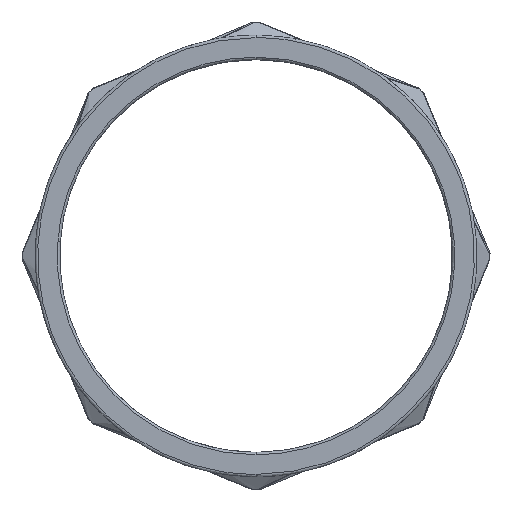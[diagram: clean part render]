
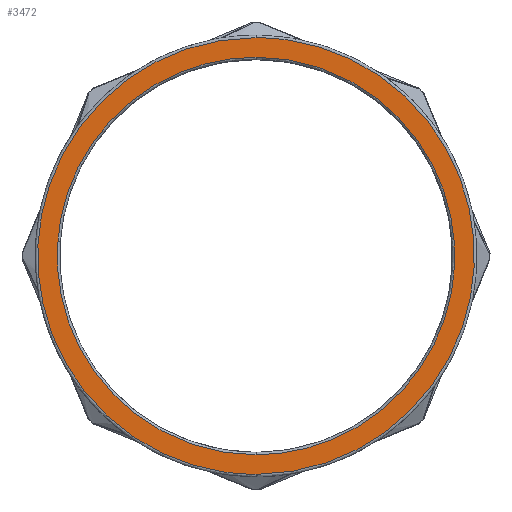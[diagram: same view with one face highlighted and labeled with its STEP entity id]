
A CAD part, front view. The second image highlights one B-rep face of the part: STEP entity #3472.
In plain terms, the highlighted free-form (B-spline) face has degree [1, 1] with [2, 2] control points.
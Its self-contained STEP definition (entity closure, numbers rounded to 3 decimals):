
#292 = VERTEX_POINT('',#293);
#293 = CARTESIAN_POINT('',(136.601,-2.499,
    119.802));
#299 = EDGE_CURVE('',#300,#292,#302,.T.);
#300 = VERTEX_POINT('',#301);
#301 = CARTESIAN_POINT('',(136.601,-2.499,
    -103.108));
#302 = ( BOUNDED_CURVE() B_SPLINE_CURVE(2,(#303,#304,#305,#306,#307),
.UNSPECIFIED.,.F.,.F.) B_SPLINE_CURVE_WITH_KNOTS((3,2,3),(0.,
1.571,3.142),.PIECEWISE_BEZIER_KNOTS.) CURVE() 
GEOMETRIC_REPRESENTATION_ITEM() RATIONAL_B_SPLINE_CURVE((1.,
0.707,1.,0.707,1.)) REPRESENTATION_ITEM('') );
#303 = CARTESIAN_POINT('',(136.601,-2.499,
    -103.108));
#304 = CARTESIAN_POINT('',(248.056,-2.499,
    -103.108));
#305 = CARTESIAN_POINT('',(248.056,-2.499,8.347
    ));
#306 = CARTESIAN_POINT('',(248.056,-2.499,
    119.802));
#307 = CARTESIAN_POINT('',(136.601,-2.499,
    119.802));
#334 = EDGE_CURVE('',#335,#337,#339,.T.);
#335 = VERTEX_POINT('',#336);
#336 = CARTESIAN_POINT('',(136.601,-2.499,
    109.805));
#337 = VERTEX_POINT('',#338);
#338 = CARTESIAN_POINT('',(136.601,-2.499,
    -93.11));
#339 = ( BOUNDED_CURVE() B_SPLINE_CURVE(2,(#340,#341,#342,#343,#344),
.UNSPECIFIED.,.F.,.F.) B_SPLINE_CURVE_WITH_KNOTS((3,2,3),(3.142,
4.712,6.283),.PIECEWISE_BEZIER_KNOTS.) CURVE() 
GEOMETRIC_REPRESENTATION_ITEM() RATIONAL_B_SPLINE_CURVE((1.,
0.707,1.,0.707,1.)) REPRESENTATION_ITEM('') );
#340 = CARTESIAN_POINT('',(136.601,-2.499,
    109.805));
#341 = CARTESIAN_POINT('',(238.059,-2.499,
    109.805));
#342 = CARTESIAN_POINT('',(238.059,-2.499,8.347
    ));
#343 = CARTESIAN_POINT('',(238.059,-2.499,
    -93.11));
#344 = CARTESIAN_POINT('',(136.601,-2.499,
    -93.11));
#3472 = ADVANCED_FACE('',(#3473,#3484),#3495,.T.);
#3473 = FACE_BOUND('',#3474,.T.);
#3474 = EDGE_LOOP('',(#3475,#3483));
#3475 = ORIENTED_EDGE('',*,*,#3476,.T.);
#3476 = EDGE_CURVE('',#337,#335,#3477,.T.);
#3477 = ( BOUNDED_CURVE() B_SPLINE_CURVE(2,(#3478,#3479,#3480,#3481,
#3482),.UNSPECIFIED.,.F.,.F.) B_SPLINE_CURVE_WITH_KNOTS((3,2,3),(0.,
1.571,3.142),.PIECEWISE_BEZIER_KNOTS.) CURVE() 
GEOMETRIC_REPRESENTATION_ITEM() RATIONAL_B_SPLINE_CURVE((1.,
0.707,1.,0.707,1.)) REPRESENTATION_ITEM('') );
#3478 = CARTESIAN_POINT('',(136.601,-2.499,
    -93.11));
#3479 = CARTESIAN_POINT('',(35.144,-2.499,
    -93.11));
#3480 = CARTESIAN_POINT('',(35.144,-2.499,
    8.347));
#3481 = CARTESIAN_POINT('',(35.144,-2.499,
    109.805));
#3482 = CARTESIAN_POINT('',(136.601,-2.499,
    109.805));
#3483 = ORIENTED_EDGE('',*,*,#334,.T.);
#3484 = FACE_BOUND('',#3485,.T.);
#3485 = EDGE_LOOP('',(#3486,#3487));
#3486 = ORIENTED_EDGE('',*,*,#299,.T.);
#3487 = ORIENTED_EDGE('',*,*,#3488,.T.);
#3488 = EDGE_CURVE('',#292,#300,#3489,.T.);
#3489 = ( BOUNDED_CURVE() B_SPLINE_CURVE(2,(#3490,#3491,#3492,#3493,
#3494),.UNSPECIFIED.,.F.,.F.) B_SPLINE_CURVE_WITH_KNOTS((3,2,3),(
    3.142,4.712,6.283),
.PIECEWISE_BEZIER_KNOTS.) CURVE() GEOMETRIC_REPRESENTATION_ITEM() 
RATIONAL_B_SPLINE_CURVE((1.,0.707,1.,0.707,1.)) 
REPRESENTATION_ITEM('') );
#3490 = CARTESIAN_POINT('',(136.601,-2.499,
    119.802));
#3491 = CARTESIAN_POINT('',(25.146,-2.499,
    119.802));
#3492 = CARTESIAN_POINT('',(25.146,-2.499,
    8.347));
#3493 = CARTESIAN_POINT('',(25.146,-2.499,
    -103.108));
#3494 = CARTESIAN_POINT('',(136.601,-2.499,
    -103.108));
#3495 = B_SPLINE_SURFACE_WITH_KNOTS('',1,1,(
    (#3496,#3497)
    ,(#3498,#3499
    )),.UNSPECIFIED.,.F.,.F.,.F.,(2,2),(2,2),(-89.185,
    89.185),(-89.185,89.185),
  .PIECEWISE_BEZIER_KNOTS.);
#3496 = CARTESIAN_POINT('',(25.146,-2.499,
    119.802));
#3497 = CARTESIAN_POINT('',(248.056,-2.499,
    119.802));
#3498 = CARTESIAN_POINT('',(25.146,-2.499,
    -103.108));
#3499 = CARTESIAN_POINT('',(248.056,-2.499,
    -103.108));
